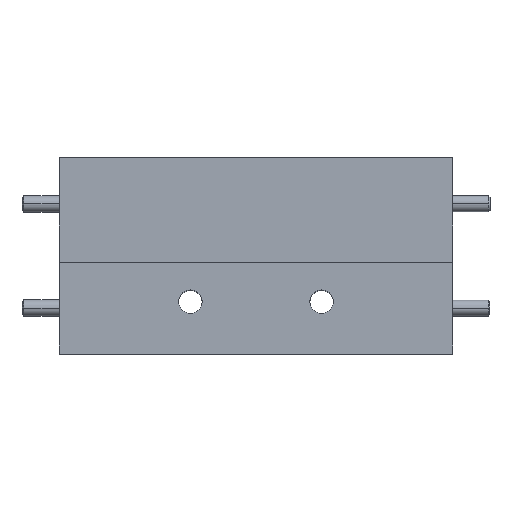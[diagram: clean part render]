
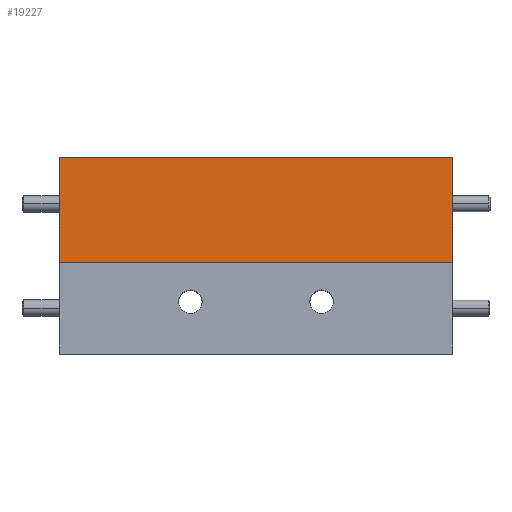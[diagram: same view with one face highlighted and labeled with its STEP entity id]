
A CAD part, top view. The second image highlights one B-rep face of the part: STEP entity #19227.
In plain terms, the highlighted planar face has unit normal (0, 0, 1).
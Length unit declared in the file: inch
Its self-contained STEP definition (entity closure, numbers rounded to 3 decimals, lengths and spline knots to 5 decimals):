
#348 = FACE_OUTER_BOUND ( 'NONE', #25927, .T. ) ;
#860 = DIRECTION ( 'NONE',  ( 0., 1., 0. ) ) ;
#1438 = ORIENTED_EDGE ( 'NONE', *, *, #24136, .F. ) ;
#1522 = DIRECTION ( 'NONE',  ( 0., -1., 0. ) ) ;
#1952 = VECTOR ( 'NONE', #15550, 39.37008 ) ;
#5271 = VERTEX_POINT ( 'NONE', #10328 ) ;
#5525 = VECTOR ( 'NONE', #20507, 39.37008 ) ;
#5925 = CARTESIAN_POINT ( 'NONE',  ( 0.75, 0.75, 0.55 ) ) ;
#7072 = CARTESIAN_POINT ( 'NONE',  ( -0.75, 0.75, 0.55 ) ) ;
#7237 = CARTESIAN_POINT ( 'NONE',  ( 0.75, 0.75, 0.55 ) ) ;
#7533 = ORIENTED_EDGE ( 'NONE', *, *, #18337, .F. ) ;
#7761 = LINE ( 'NONE', #15086, #1952 ) ;
#8276 = LINE ( 'NONE', #5925, #11021 ) ;
#8291 = VERTEX_POINT ( 'NONE', #18639 ) ;
#10328 = CARTESIAN_POINT ( 'NONE',  ( 0.75, 0.35, 0.55 ) ) ;
#11021 = VECTOR ( 'NONE', #1522, 39.37008 ) ;
#13454 = LINE ( 'NONE', #7072, #20909 ) ;
#13843 = AXIS2_PLACEMENT_3D ( 'NONE', #24906, #16632, #18442 ) ;
#15016 = EDGE_CURVE ( 'NONE', #20952, #8291, #13454, .T. ) ;
#15086 = CARTESIAN_POINT ( 'NONE',  ( -0.75, 0.35, 0.55 ) ) ;
#15345 = CARTESIAN_POINT ( 'NONE',  ( -0.75, 0.35, 0.55 ) ) ;
#15550 = DIRECTION ( 'NONE',  ( -1., 0., 0. ) ) ;
#16245 = CARTESIAN_POINT ( 'NONE',  ( 0., 0.75, 0.55 ) ) ;
#16501 = VERTEX_POINT ( 'NONE', #7237 ) ;
#16632 = DIRECTION ( 'NONE',  ( 0., 0., -1. ) ) ;
#17640 = EDGE_CURVE ( 'NONE', #16501, #5271, #8276, .T. ) ;
#18337 = EDGE_CURVE ( 'NONE', #8291, #16501, #23189, .T. ) ;
#18442 = DIRECTION ( 'NONE',  ( -1., 0., 0. ) ) ;
#18639 = CARTESIAN_POINT ( 'NONE',  ( -0.75, 0.75, 0.55 ) ) ;
#18766 = ORIENTED_EDGE ( 'NONE', *, *, #15016, .F. ) ;
#19227 = ADVANCED_FACE ( 'NONE', ( #348 ), #20535, .F. ) ;
#20507 = DIRECTION ( 'NONE',  ( 1., 0., 0. ) ) ;
#20535 = PLANE ( 'NONE',  #13843 ) ;
#20909 = VECTOR ( 'NONE', #860, 39.37008 ) ;
#20952 = VERTEX_POINT ( 'NONE', #15345 ) ;
#23072 = ORIENTED_EDGE ( 'NONE', *, *, #17640, .F. ) ;
#23189 = LINE ( 'NONE', #16245, #5525 ) ;
#24136 = EDGE_CURVE ( 'NONE', #5271, #20952, #7761, .T. ) ;
#24906 = CARTESIAN_POINT ( 'NONE',  ( -0.75, 0.75, 0.55 ) ) ;
#25927 = EDGE_LOOP ( 'NONE', ( #23072, #7533, #18766, #1438 ) ) ;
